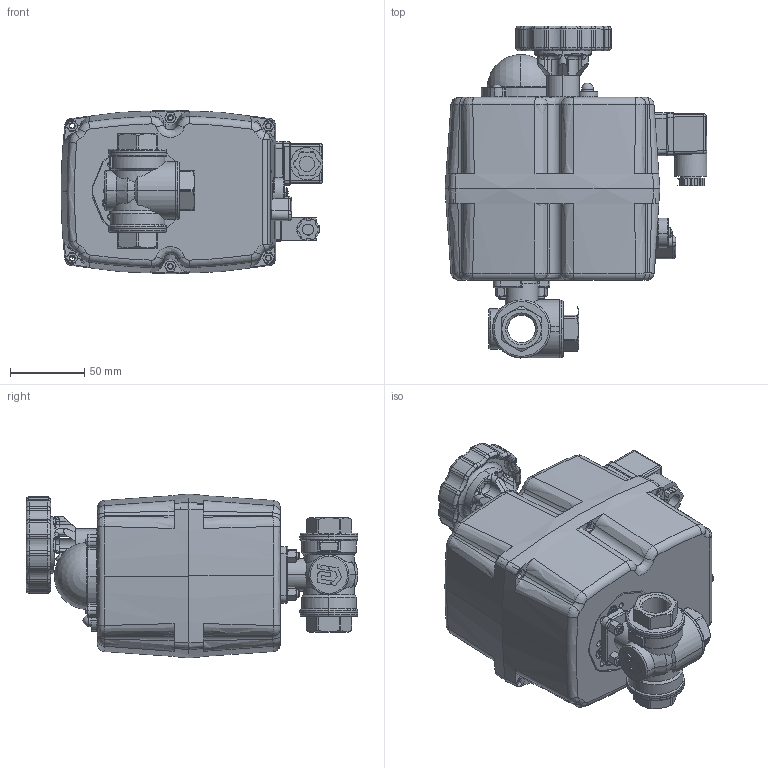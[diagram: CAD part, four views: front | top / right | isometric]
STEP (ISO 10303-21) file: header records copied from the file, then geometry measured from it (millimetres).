
FILE_DESCRIPTION (( 'STEP AP214' ), '1' );
FILE_NAME ('EK08000003_DN15.STEP', '2022-05-18T06:33:04', ( '' ), ( '' ), 'SwSTEP 2.0', 'SolidWorks 2021', '' );
FILE_SCHEMA (( 'AUTOMOTIVE_DESIGN' ));
Length unit declared in the file: metre
Products named in the file (1): EK08000003_DN15
Bounding box: 176.14 x 223.2 x 110 mm (x, y, z)
Surface area: 135442.9 mm2 (no closed solid volume)
Topology: 0 solids, 65 shells, 1522 faces, 4715 edges, 3154 vertices
Faces by surface type: cylinder 501, plane 419, torus 302, cone 160, bspline 123, sphere 17
Entity records: 96045 total; most frequent: CARTESIAN_POINT 38628, DIRECTION 8759, ORIENTED_EDGE 7834, EDGE_CURVE 4668, AXIS2_PLACEMENT_3D 3468, VERTEX_POINT 3153, CIRCLE 2068, VECTOR 1823
